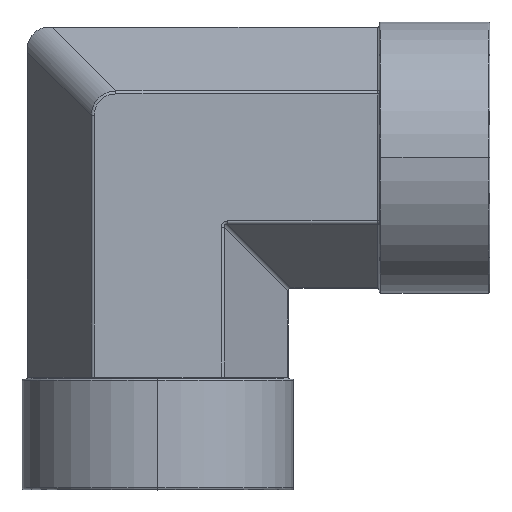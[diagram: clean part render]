
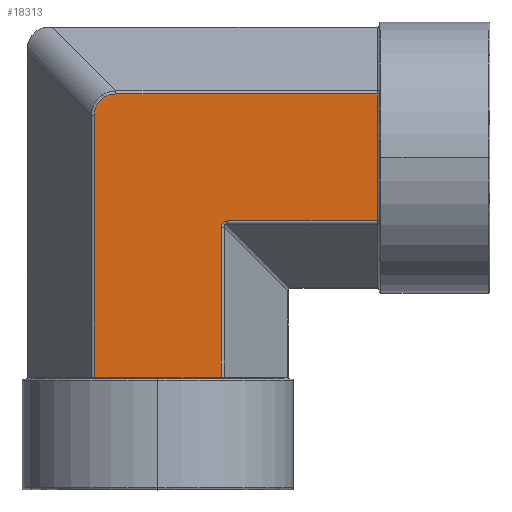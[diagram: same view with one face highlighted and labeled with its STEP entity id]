
A CAD part, top view. The second image highlights one B-rep face of the part: STEP entity #18313.
In plain terms, the highlighted planar face has unit normal (0, 0, 1).
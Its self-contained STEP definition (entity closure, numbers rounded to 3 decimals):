
#7997=DIRECTION('',(-1.,0.,0.));
#7998=VECTOR('',#7997,17.782);
#7999=CARTESIAN_POINT('',(8.891,-30.75,15.9));
#8000=LINE('',#7999,#7998);
#8004=DIRECTION('',(0.,1.,0.));
#8005=VECTOR('',#8004,36.61);
#8006=CARTESIAN_POINT('',(-8.891,-30.75,15.9));
#8007=LINE('',#8006,#8005);
#8011=CARTESIAN_POINT('',(-5.86,8.891,15.9));
#8012=CARTESIAN_POINT('',(-5.944,8.891,15.9));
#8013=CARTESIAN_POINT('',(-6.109,8.886,15.9));
#8014=CARTESIAN_POINT('',(-6.348,8.861,15.9));
#8015=CARTESIAN_POINT('',(-6.577,8.822,15.9));
#8016=CARTESIAN_POINT('',(-6.796,8.768,15.9));
#8017=CARTESIAN_POINT('',(-7.006,8.701,15.9));
#8018=CARTESIAN_POINT('',(-7.205,8.621,15.9));
#8019=CARTESIAN_POINT('',(-7.395,8.529,15.9));
#8020=CARTESIAN_POINT('',(-7.573,8.425,15.9));
#8021=CARTESIAN_POINT('',(-7.742,8.309,15.9));
#8022=CARTESIAN_POINT('',(-7.899,8.183,15.9));
#8023=CARTESIAN_POINT('',(-8.047,8.047,15.9));
#8024=CARTESIAN_POINT('',(-8.183,7.899,15.9));
#8025=CARTESIAN_POINT('',(-8.309,7.742,15.9));
#8026=CARTESIAN_POINT('',(-8.425,7.573,15.9));
#8027=CARTESIAN_POINT('',(-8.529,7.395,15.9));
#8028=CARTESIAN_POINT('',(-8.621,7.205,15.9));
#8029=CARTESIAN_POINT('',(-8.701,7.006,15.9));
#8030=CARTESIAN_POINT('',(-8.768,6.796,15.9));
#8031=CARTESIAN_POINT('',(-8.822,6.577,15.9));
#8032=CARTESIAN_POINT('',(-8.861,6.348,15.9));
#8033=CARTESIAN_POINT('',(-8.886,6.109,15.9));
#8034=CARTESIAN_POINT('',(-8.891,5.944,15.9));
#8035=CARTESIAN_POINT('',(-8.891,5.86,15.9));
#8040=DIRECTION('',(1.,0.,0.));
#8041=VECTOR('',#8040,36.61);
#8042=CARTESIAN_POINT('',(-5.86,8.891,15.9));
#8043=LINE('',#8042,#8041);
#8047=DIRECTION('',(0.,-1.,0.));
#8048=VECTOR('',#8047,17.782);
#8049=CARTESIAN_POINT('',(30.75,8.891,15.9));
#8050=LINE('',#8049,#8048);
#8054=DIRECTION('',(-1.,0.,0.));
#8055=VECTOR('',#8054,20.993);
#8056=CARTESIAN_POINT('',(30.75,-8.891,15.9));
#8057=LINE('',#8056,#8055);
#8061=CARTESIAN_POINT('',(8.891,-9.757,15.9));
#8062=CARTESIAN_POINT('',(8.891,-9.727,15.9));
#8063=CARTESIAN_POINT('',(8.894,-9.666,15.9));
#8064=CARTESIAN_POINT('',(8.905,-9.58,15.9));
#8065=CARTESIAN_POINT('',(8.923,-9.498,15.9));
#8066=CARTESIAN_POINT('',(8.948,-9.422,15.9));
#8067=CARTESIAN_POINT('',(8.977,-9.353,15.9));
#8068=CARTESIAN_POINT('',(9.011,-9.29,15.9));
#8069=CARTESIAN_POINT('',(9.048,-9.232,15.9));
#8070=CARTESIAN_POINT('',(9.089,-9.18,15.9));
#8071=CARTESIAN_POINT('',(9.133,-9.132,15.9));
#8072=CARTESIAN_POINT('',(9.18,-9.088,15.9));
#8073=CARTESIAN_POINT('',(9.233,-9.048,15.9));
#8074=CARTESIAN_POINT('',(9.29,-9.01,15.9));
#8075=CARTESIAN_POINT('',(9.353,-8.977,15.9));
#8076=CARTESIAN_POINT('',(9.423,-8.948,15.9));
#8077=CARTESIAN_POINT('',(9.499,-8.923,15.9));
#8078=CARTESIAN_POINT('',(9.58,-8.905,15.9));
#8079=CARTESIAN_POINT('',(9.667,-8.894,15.9));
#8080=CARTESIAN_POINT('',(9.727,-8.891,15.9));
#8081=CARTESIAN_POINT('',(9.757,-8.891,15.9));
#8086=DIRECTION('',(0.,1.,0.));
#8087=VECTOR('',#8086,20.993);
#8088=CARTESIAN_POINT('',(8.891,-30.75,15.9));
#8089=LINE('',#8088,#8087);
#11270=VERTEX_POINT('',#8061);
#11271=VERTEX_POINT('',#8081);
#11299=CARTESIAN_POINT('',(-5.86,8.891,15.9));
#11300=VERTEX_POINT('',#11299);
#11301=VERTEX_POINT('',#8035);
#11507=CARTESIAN_POINT('',(8.891,-30.75,15.9));
#11508=VERTEX_POINT('',#11507);
#11511=CARTESIAN_POINT('',(-8.891,-30.75,15.9));
#11512=VERTEX_POINT('',#11511);
#11520=CARTESIAN_POINT('',(30.75,8.891,15.9));
#11522=VERTEX_POINT('',#11520);
#11527=CARTESIAN_POINT('',(30.75,-8.891,15.9));
#11528=VERTEX_POINT('',#11527);
#18291=CARTESIAN_POINT('',(0.,9.18,15.9));
#18292=DIRECTION('',(0.,0.,1.));
#18293=DIRECTION('',(0.,-1.,0.));
#18294=AXIS2_PLACEMENT_3D('',#18291,#18292,#18293);
#18295=PLANE('',#18294);
#18297=ORIENTED_EDGE('',*,*,#18296,.T.);
#18299=ORIENTED_EDGE('',*,*,#18298,.T.);
#18301=ORIENTED_EDGE('',*,*,#18300,.F.);
#18302=ORIENTED_EDGE('',*,*,#18282,.T.);
#18304=ORIENTED_EDGE('',*,*,#18303,.T.);
#18306=ORIENTED_EDGE('',*,*,#18305,.T.);
#18308=ORIENTED_EDGE('',*,*,#18307,.F.);
#18310=ORIENTED_EDGE('',*,*,#18309,.F.);
#18311=EDGE_LOOP('',(#18297,#18299,#18301,#18302,#18304,#18306,#18308,#18310));
#18312=FACE_OUTER_BOUND('',#18311,.F.);
#8036=B_SPLINE_CURVE_WITH_KNOTS('',3,(#8011,#8012,#8013,#8014,#8015,#8016,#8017,
#8018,#8019,#8020,#8021,#8022,#8023,#8024,#8025,#8026,#8027,#8028,#8029,#8030,
#8031,#8032,#8033,#8034,#8035),.UNSPECIFIED.,.F.,.F.,(4,1,1,1,1,1,1,1,1,1,1,1,1,
1,1,1,1,1,1,1,1,1,4),(0.,0.045,0.091,
0.136,0.182,0.227,0.273,
0.318,0.364,0.409,0.455,0.5,
0.545,0.591,0.636,0.682,
0.727,0.773,0.818,0.864,
0.909,0.955,1.),.UNSPECIFIED.);
#8082=B_SPLINE_CURVE_WITH_KNOTS('',3,(#8061,#8062,#8063,#8064,#8065,#8066,#8067,
#8068,#8069,#8070,#8071,#8072,#8073,#8074,#8075,#8076,#8077,#8078,#8079,#8080,
#8081),.UNSPECIFIED.,.F.,.F.,(4,1,1,1,1,1,1,1,1,1,1,1,1,1,1,1,1,1,4),(0.,
0.056,0.111,0.167,0.222,
0.278,0.333,0.389,0.444,0.5,
0.556,0.611,0.667,0.722,
0.778,0.833,0.889,0.944,1.),
.UNSPECIFIED.);
#18282=EDGE_CURVE('',#11300,#11522,#8043,.T.);
#18296=EDGE_CURVE('',#11508,#11512,#8000,.T.);
#18298=EDGE_CURVE('',#11512,#11301,#8007,.T.);
#18300=EDGE_CURVE('',#11300,#11301,#8036,.T.);
#18303=EDGE_CURVE('',#11522,#11528,#8050,.T.);
#18305=EDGE_CURVE('',#11528,#11271,#8057,.T.);
#18307=EDGE_CURVE('',#11270,#11271,#8082,.T.);
#18309=EDGE_CURVE('',#11508,#11270,#8089,.T.);
#18313=ADVANCED_FACE('',(#18312),#18295,.T.);
